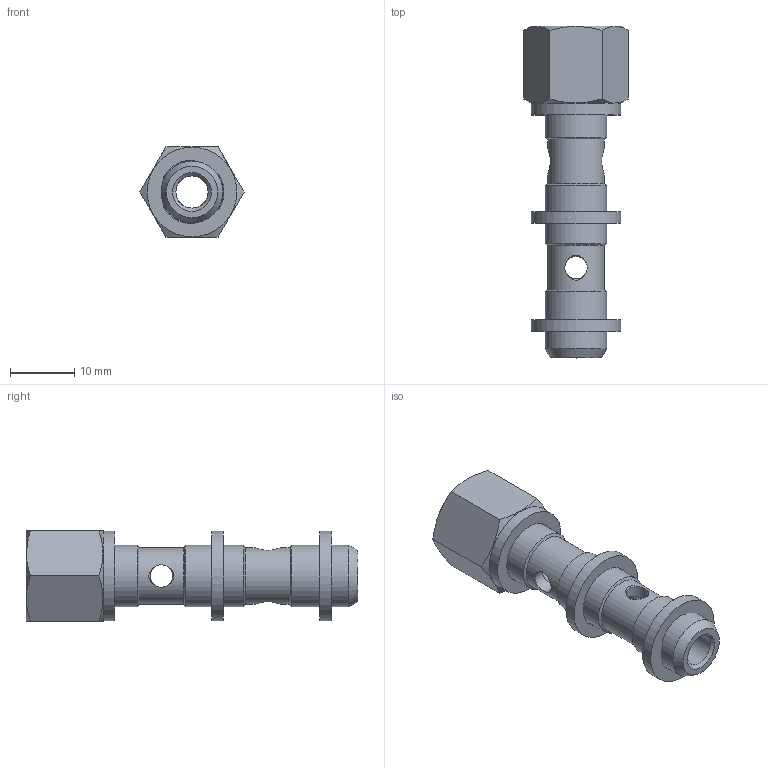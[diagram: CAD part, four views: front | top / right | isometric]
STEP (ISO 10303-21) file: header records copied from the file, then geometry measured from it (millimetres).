
FILE_DESCRIPTION(/* description */ ('STEP AP214'),/* implementation_level */ '2;1');
FILE_NAME(/* name */ 'A0240001',/* time_stamp */ '2023-04-13T14:40:45+02:00',/* author */ ('License CC BY-ND 4.0'),/* organization */ ('CADENAS'),/* preprocessor_version */ 'ST-DEVELOPER v19.3',/* originating_system */ 'PARTsolutions',/* authorisation */ ' ');
FILE_SCHEMA (('AUTOMOTIVE_DESIGN {1 0 10303 214 3 1 1}'));
Length unit declared in the file: metre
Products named in the file (5): A0240001; A0240001_PART4; A0240001_PART3; A0240001_PART2; A0240001_PART1
Assembly tree (4 placements, depth 2):
  A0240001
    A0240001_PART4
    A0240001_PART3
    A0240001_PART2
    A0240001_PART1
Bounding box: 16.17 x 51.5 x 14 mm (x, y, z)
Volume: 3662.3 mm3; surface area: 3771.6 mm2
Topology: 4 solids, 4 shells, 56 faces, 139 edges, 90 vertices
Faces by surface type: plane 21, cone 18, cylinder 17
Full cylindrical faces by diameter (mm): 3.5 x4, 5 x1, 8.7 x3, 9.6 x3, 9.9 x3, 13.9 x3
Entity records: 2043 total; most frequent: CARTESIAN_POINT 437, DIRECTION 228, ORIENTED_EDGE 188, AXIS2_PLACEMENT_3D 105, EDGE_LOOP 100, FACE_BOUND 100, EDGE_CURVE 94, VERTEX_POINT 74
